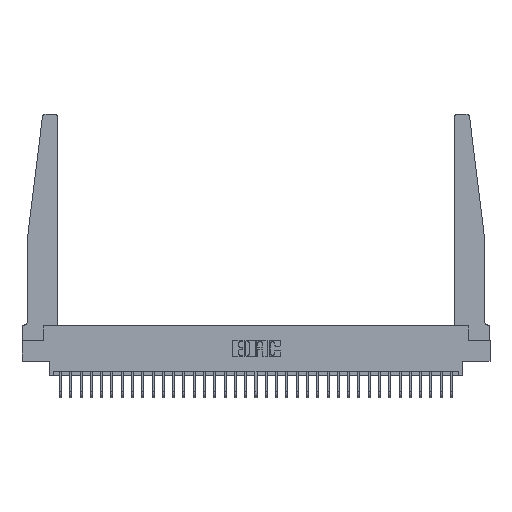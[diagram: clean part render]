
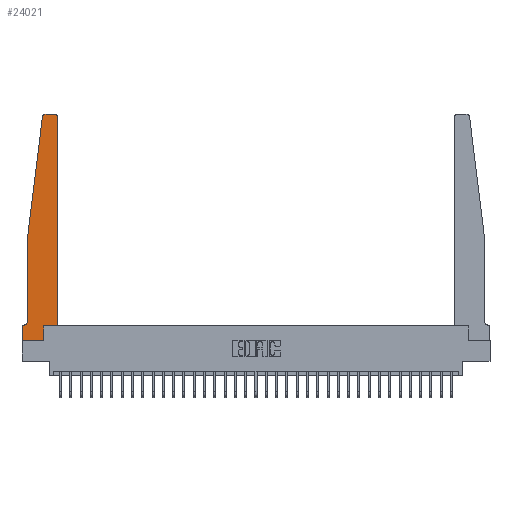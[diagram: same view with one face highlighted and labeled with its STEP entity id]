
A CAD part, top view. The second image highlights one B-rep face of the part: STEP entity #24021.
In plain terms, the highlighted planar face has unit normal (0, 0, 1).
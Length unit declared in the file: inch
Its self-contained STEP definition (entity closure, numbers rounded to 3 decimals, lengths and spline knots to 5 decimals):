
#18 = CARTESIAN_POINT ( 'NONE',  ( 0.425, 0.18, 0.37 ) ) ;
#298 = CARTESIAN_POINT ( 'NONE',  ( 0.425, 0.18, 0.37 ) ) ;
#348 = CIRCLE ( 'NONE', #15427, 0.03 ) ;
#723 = ORIENTED_EDGE ( 'NONE', *, *, #2496, .T. ) ;
#812 = CARTESIAN_POINT ( 'NONE',  ( 0.395, 2.72, 0.37 ) ) ;
#924 = DIRECTION ( 'NONE',  ( 0., -1., 0. ) ) ;
#1088 = ORIENTED_EDGE ( 'NONE', *, *, #14954, .T. ) ;
#1584 = ORIENTED_EDGE ( 'NONE', *, *, #17386, .T. ) ;
#1805 = EDGE_CURVE ( 'NONE', #6415, #3211, #1990, .T. ) ;
#1990 = LINE ( 'NONE', #18, #11294 ) ;
#2090 = ORIENTED_EDGE ( 'NONE', *, *, #15405, .T. ) ;
#2317 = CARTESIAN_POINT ( 'NONE',  ( 0.065, 1.25, 0.37 ) ) ;
#2496 = EDGE_CURVE ( 'NONE', #14883, #6415, #12286, .T. ) ;
#3211 = VERTEX_POINT ( 'NONE', #298 ) ;
#3542 = PLANE ( 'NONE',  #16889 ) ;
#3971 = DIRECTION ( 'NONE',  ( -1., 0., 0. ) ) ;
#4177 = CARTESIAN_POINT ( 'NONE',  ( 0., 0.1875, 0.37 ) ) ;
#4309 = VECTOR ( 'NONE', #18671, 39.37008 ) ;
#4514 = DIRECTION ( 'NONE',  ( 1., 0., 0. ) ) ;
#4723 = VERTEX_POINT ( 'NONE', #23830 ) ;
#5038 = DIRECTION ( 'NONE',  ( 0., -1., 0. ) ) ;
#5184 = LINE ( 'NONE', #12040, #16601 ) ;
#5347 = LINE ( 'NONE', #19177, #28474 ) ;
#5637 = ORIENTED_EDGE ( 'NONE', *, *, #26426, .T. ) ;
#5659 = DIRECTION ( 'NONE',  ( 0., 0., 1. ) ) ;
#6223 = ORIENTED_EDGE ( 'NONE', *, *, #11120, .T. ) ;
#6248 = CARTESIAN_POINT ( 'NONE',  ( 0.065, 0.2375, 0.37 ) ) ;
#6415 = VERTEX_POINT ( 'NONE', #13130 ) ;
#7823 = DIRECTION ( 'NONE',  ( 1., 0., 0. ) ) ;
#7907 = VERTEX_POINT ( 'NONE', #4177 ) ;
#7936 = CARTESIAN_POINT ( 'NONE',  ( 0.015, 0.2375, 0.37 ) ) ;
#8038 = DIRECTION ( 'NONE',  ( 1., 0., 0. ) ) ;
#8452 = AXIS2_PLACEMENT_3D ( 'NONE', #19587, #28851, #8038 ) ;
#8898 = EDGE_LOOP ( 'NONE', ( #28370, #27889, #5637, #6223, #11911, #2090, #21275, #26555, #723, #20904, #1584, #1088 ) ) ;
#9284 = LINE ( 'NONE', #20794, #4309 ) ;
#9574 = VECTOR ( 'NONE', #5038, 39.37008 ) ;
#10769 = CIRCLE ( 'NONE', #18541, 0.05 ) ;
#10810 = VECTOR ( 'NONE', #11677, 39.37008 ) ;
#11075 = EDGE_CURVE ( 'NONE', #7907, #14167, #11594, .T. ) ;
#11120 = EDGE_CURVE ( 'NONE', #25737, #26829, #5347, .T. ) ;
#11294 = VECTOR ( 'NONE', #15994, 39.37008 ) ;
#11594 = LINE ( 'NONE', #23278, #9574 ) ;
#11605 = DIRECTION ( 'NONE',  ( -0.122, -0.992, 0. ) ) ;
#11677 = DIRECTION ( 'NONE',  ( 0., 1., 0. ) ) ;
#11691 = EDGE_CURVE ( 'NONE', #15377, #24074, #26883, .T. ) ;
#11911 = ORIENTED_EDGE ( 'NONE', *, *, #12509, .T. ) ;
#12040 = CARTESIAN_POINT ( 'NONE',  ( 0.25, 2.75, 0.37 ) ) ;
#12286 = LINE ( 'NONE', #23218, #10810 ) ;
#12509 = EDGE_CURVE ( 'NONE', #26829, #12691, #10769, .T. ) ;
#12691 = VERTEX_POINT ( 'NONE', #14441 ) ;
#13130 = CARTESIAN_POINT ( 'NONE',  ( 0.2605, 0.18, 0.37 ) ) ;
#13175 = VECTOR ( 'NONE', #4514, 39.37008 ) ;
#13336 = CARTESIAN_POINT ( 'NONE',  ( 0.065, 1.25, 0.37 ) ) ;
#13360 = VERTEX_POINT ( 'NONE', #17432 ) ;
#14167 = VERTEX_POINT ( 'NONE', #24734 ) ;
#14441 = CARTESIAN_POINT ( 'NONE',  ( 0.015, 0.1875, 0.37 ) ) ;
#14883 = VERTEX_POINT ( 'NONE', #16958 ) ;
#14954 = EDGE_CURVE ( 'NONE', #4723, #13360, #348, .T. ) ;
#15377 = VERTEX_POINT ( 'NONE', #24025 ) ;
#15405 = EDGE_CURVE ( 'NONE', #12691, #7907, #21748, .T. ) ;
#15427 = AXIS2_PLACEMENT_3D ( 'NONE', #812, #28787, #17552 ) ;
#15728 = LINE ( 'NONE', #2317, #22708 ) ;
#15994 = DIRECTION ( 'NONE',  ( 1., 0., 0. ) ) ;
#16076 = CARTESIAN_POINT ( 'NONE',  ( 0., 0., 0.37 ) ) ;
#16601 = VECTOR ( 'NONE', #21289, 39.37008 ) ;
#16889 = AXIS2_PLACEMENT_3D ( 'NONE', #24349, #5659, #7823 ) ;
#16958 = CARTESIAN_POINT ( 'NONE',  ( 0.2605, 0., 0.37 ) ) ;
#17210 = DIRECTION ( 'NONE',  ( 0., 0., -1. ) ) ;
#17214 = CARTESIAN_POINT ( 'NONE',  ( 0.065, 0.1875, 0.37 ) ) ;
#17386 = EDGE_CURVE ( 'NONE', #3211, #4723, #9284, .T. ) ;
#17432 = CARTESIAN_POINT ( 'NONE',  ( 0.395, 2.75, 0.37 ) ) ;
#17552 = DIRECTION ( 'NONE',  ( 1., 0., 0. ) ) ;
#18541 = AXIS2_PLACEMENT_3D ( 'NONE', #7936, #17210, #3971 ) ;
#18671 = DIRECTION ( 'NONE',  ( 0., 1., 0. ) ) ;
#19177 = CARTESIAN_POINT ( 'NONE',  ( 0.065, 1.25, 0.37 ) ) ;
#19326 = VECTOR ( 'NONE', #26461, 39.37008 ) ;
#19364 = FACE_OUTER_BOUND ( 'NONE', #8898, .T. ) ;
#19587 = CARTESIAN_POINT ( 'NONE',  ( 0.27653, 2.72, 0.37 ) ) ;
#20614 = EDGE_CURVE ( 'NONE', #14167, #14883, #28066, .T. ) ;
#20794 = CARTESIAN_POINT ( 'NONE',  ( 0.425, 0.18, 0.37 ) ) ;
#20904 = ORIENTED_EDGE ( 'NONE', *, *, #1805, .T. ) ;
#21275 = ORIENTED_EDGE ( 'NONE', *, *, #11075, .T. ) ;
#21289 = DIRECTION ( 'NONE',  ( -1., 0., 0. ) ) ;
#21748 = LINE ( 'NONE', #17214, #19326 ) ;
#22708 = VECTOR ( 'NONE', #11605, 39.37008 ) ;
#22794 = EDGE_CURVE ( 'NONE', #13360, #15377, #5184, .T. ) ;
#23218 = CARTESIAN_POINT ( 'NONE',  ( 0.2605, 0.18, 0.37 ) ) ;
#23278 = CARTESIAN_POINT ( 'NONE',  ( 0., 0., 0.37 ) ) ;
#23830 = CARTESIAN_POINT ( 'NONE',  ( 0.425, 2.72, 0.37 ) ) ;
#24021 = ADVANCED_FACE ( 'NONE', ( #19364 ), #3542, .T. ) ;
#24025 = CARTESIAN_POINT ( 'NONE',  ( 0.27653, 2.75, 0.37 ) ) ;
#24074 = VERTEX_POINT ( 'NONE', #26207 ) ;
#24349 = CARTESIAN_POINT ( 'NONE',  ( 0., 0.1875, 0.37 ) ) ;
#24734 = CARTESIAN_POINT ( 'NONE',  ( 0., 0., 0.37 ) ) ;
#25737 = VERTEX_POINT ( 'NONE', #13336 ) ;
#26207 = CARTESIAN_POINT ( 'NONE',  ( 0.24675, 2.72367, 0.37 ) ) ;
#26426 = EDGE_CURVE ( 'NONE', #24074, #25737, #15728, .T. ) ;
#26461 = DIRECTION ( 'NONE',  ( -1., 0., 0. ) ) ;
#26555 = ORIENTED_EDGE ( 'NONE', *, *, #20614, .T. ) ;
#26829 = VERTEX_POINT ( 'NONE', #6248 ) ;
#26883 = CIRCLE ( 'NONE', #8452, 0.03 ) ;
#27889 = ORIENTED_EDGE ( 'NONE', *, *, #11691, .T. ) ;
#28066 = LINE ( 'NONE', #16076, #13175 ) ;
#28370 = ORIENTED_EDGE ( 'NONE', *, *, #22794, .T. ) ;
#28474 = VECTOR ( 'NONE', #924, 39.37008 ) ;
#28787 = DIRECTION ( 'NONE',  ( 0., 0., 1. ) ) ;
#28851 = DIRECTION ( 'NONE',  ( 0., 0., 1. ) ) ;
